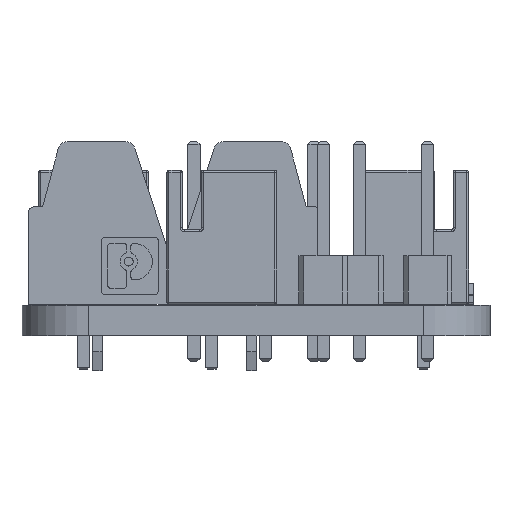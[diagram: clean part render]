
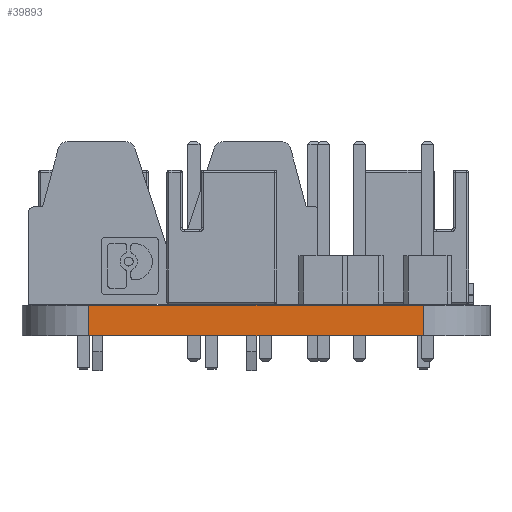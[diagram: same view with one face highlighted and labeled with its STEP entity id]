
A CAD part, left-side view. The second image highlights one B-rep face of the part: STEP entity #39893.
In plain terms, the highlighted planar face has unit normal (-1, 0, 0).
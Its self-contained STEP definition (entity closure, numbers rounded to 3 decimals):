
#36554 = PLANE('',#36555);
#36555 = AXIS2_PLACEMENT_3D('',#36556,#36557,#36558);
#36556 = CARTESIAN_POINT('',(0.,0.,
    1.6));
#36557 = DIRECTION('',(0.,0.,1.));
#36558 = DIRECTION('',(1.,0.,0.));
#36608 = PLANE('',#36609);
#36609 = AXIS2_PLACEMENT_3D('',#36610,#36611,#36612);
#36610 = CARTESIAN_POINT('',(0.,0.,
    0.));
#36611 = DIRECTION('',(0.,0.,1.));
#36612 = DIRECTION('',(1.,0.,0.));
#36805 = VERTEX_POINT('',#36806);
#36806 = CARTESIAN_POINT('',(-24.5,8.75,0.));
#36821 = CYLINDRICAL_SURFACE('',#36822,3.5);
#36822 = AXIS2_PLACEMENT_3D('',#36823,#36824,#36825);
#36823 = CARTESIAN_POINT('',(-21.,8.75,0.));
#36824 = DIRECTION('',(0.,0.,-1.));
#36825 = DIRECTION('',(1.,0.,0.));
#36833 = EDGE_CURVE('',#36805,#36834,#36836,.T.);
#36834 = VERTEX_POINT('',#36835);
#36835 = CARTESIAN_POINT('',(-24.5,-8.75,0.));
#36836 = SURFACE_CURVE('',#36837,(#36841,#36848),.PCURVE_S1.);
#36837 = LINE('',#36838,#36839);
#36838 = CARTESIAN_POINT('',(-24.5,8.75,0.));
#36839 = VECTOR('',#36840,1.);
#36840 = DIRECTION('',(0.,-1.,0.));
#36841 = PCURVE('',#36608,#36842);
#36842 = DEFINITIONAL_REPRESENTATION('',(#36843),#36847);
#36843 = LINE('',#36844,#36845);
#36844 = CARTESIAN_POINT('',(-24.5,8.75));
#36845 = VECTOR('',#36846,1.);
#36846 = DIRECTION('',(0.,-1.));
#36847 = ( GEOMETRIC_REPRESENTATION_CONTEXT(2) 
PARAMETRIC_REPRESENTATION_CONTEXT() REPRESENTATION_CONTEXT('2D SPACE',''
  ) );
#36848 = PCURVE('',#36849,#36854);
#36849 = PLANE('',#36850);
#36850 = AXIS2_PLACEMENT_3D('',#36851,#36852,#36853);
#36851 = CARTESIAN_POINT('',(-24.5,8.75,0.));
#36852 = DIRECTION('',(1.,0.,0.));
#36853 = DIRECTION('',(0.,-1.,0.));
#36854 = DEFINITIONAL_REPRESENTATION('',(#36855),#36859);
#36855 = LINE('',#36856,#36857);
#36856 = CARTESIAN_POINT('',(0.,0.));
#36857 = VECTOR('',#36858,1.);
#36858 = DIRECTION('',(1.,0.));
#36859 = ( GEOMETRIC_REPRESENTATION_CONTEXT(2) 
PARAMETRIC_REPRESENTATION_CONTEXT() REPRESENTATION_CONTEXT('2D SPACE',''
  ) );
#36878 = CYLINDRICAL_SURFACE('',#36879,3.5);
#36879 = AXIS2_PLACEMENT_3D('',#36880,#36881,#36882);
#36880 = CARTESIAN_POINT('',(-21.,-8.75,0.));
#36881 = DIRECTION('',(0.,0.,-1.));
#36882 = DIRECTION('',(1.,0.,0.));
#38440 = VERTEX_POINT('',#38441);
#38441 = CARTESIAN_POINT('',(-24.5,8.75,1.6));
#38463 = EDGE_CURVE('',#38440,#38464,#38466,.T.);
#38464 = VERTEX_POINT('',#38465);
#38465 = CARTESIAN_POINT('',(-24.5,-8.75,1.6));
#38466 = SURFACE_CURVE('',#38467,(#38471,#38478),.PCURVE_S1.);
#38467 = LINE('',#38468,#38469);
#38468 = CARTESIAN_POINT('',(-24.5,8.75,1.6));
#38469 = VECTOR('',#38470,1.);
#38470 = DIRECTION('',(0.,-1.,0.));
#38471 = PCURVE('',#36554,#38472);
#38472 = DEFINITIONAL_REPRESENTATION('',(#38473),#38477);
#38473 = LINE('',#38474,#38475);
#38474 = CARTESIAN_POINT('',(-24.5,8.75));
#38475 = VECTOR('',#38476,1.);
#38476 = DIRECTION('',(0.,-1.));
#38477 = ( GEOMETRIC_REPRESENTATION_CONTEXT(2) 
PARAMETRIC_REPRESENTATION_CONTEXT() REPRESENTATION_CONTEXT('2D SPACE',''
  ) );
#38478 = PCURVE('',#36849,#38479);
#38479 = DEFINITIONAL_REPRESENTATION('',(#38480),#38484);
#38480 = LINE('',#38481,#38482);
#38481 = CARTESIAN_POINT('',(0.,-1.6));
#38482 = VECTOR('',#38483,1.);
#38483 = DIRECTION('',(1.,0.));
#38484 = ( GEOMETRIC_REPRESENTATION_CONTEXT(2) 
PARAMETRIC_REPRESENTATION_CONTEXT() REPRESENTATION_CONTEXT('2D SPACE',''
  ) );
#39843 = EDGE_CURVE('',#36834,#38464,#39844,.T.);
#39844 = SURFACE_CURVE('',#39845,(#39849,#39856),.PCURVE_S1.);
#39845 = LINE('',#39846,#39847);
#39846 = CARTESIAN_POINT('',(-24.5,-8.75,0.));
#39847 = VECTOR('',#39848,1.);
#39848 = DIRECTION('',(0.,0.,1.));
#39849 = PCURVE('',#36878,#39850);
#39850 = DEFINITIONAL_REPRESENTATION('',(#39851),#39855);
#39851 = LINE('',#39852,#39853);
#39852 = CARTESIAN_POINT('',(-3.142,0.));
#39853 = VECTOR('',#39854,1.);
#39854 = DIRECTION('',(0.,-1.));
#39855 = ( GEOMETRIC_REPRESENTATION_CONTEXT(2) 
PARAMETRIC_REPRESENTATION_CONTEXT() REPRESENTATION_CONTEXT('2D SPACE',''
  ) );
#39856 = PCURVE('',#36849,#39857);
#39857 = DEFINITIONAL_REPRESENTATION('',(#39858),#39862);
#39858 = LINE('',#39859,#39860);
#39859 = CARTESIAN_POINT('',(17.5,0.));
#39860 = VECTOR('',#39861,1.);
#39861 = DIRECTION('',(0.,-1.));
#39862 = ( GEOMETRIC_REPRESENTATION_CONTEXT(2) 
PARAMETRIC_REPRESENTATION_CONTEXT() REPRESENTATION_CONTEXT('2D SPACE',''
  ) );
#39872 = EDGE_CURVE('',#36805,#38440,#39873,.T.);
#39873 = SURFACE_CURVE('',#39874,(#39878,#39885),.PCURVE_S1.);
#39874 = LINE('',#39875,#39876);
#39875 = CARTESIAN_POINT('',(-24.5,8.75,0.));
#39876 = VECTOR('',#39877,1.);
#39877 = DIRECTION('',(0.,0.,1.));
#39878 = PCURVE('',#36821,#39879);
#39879 = DEFINITIONAL_REPRESENTATION('',(#39880),#39884);
#39880 = LINE('',#39881,#39882);
#39881 = CARTESIAN_POINT('',(-3.142,0.));
#39882 = VECTOR('',#39883,1.);
#39883 = DIRECTION('',(0.,-1.));
#39884 = ( GEOMETRIC_REPRESENTATION_CONTEXT(2) 
PARAMETRIC_REPRESENTATION_CONTEXT() REPRESENTATION_CONTEXT('2D SPACE',''
  ) );
#39885 = PCURVE('',#36849,#39886);
#39886 = DEFINITIONAL_REPRESENTATION('',(#39887),#39891);
#39887 = LINE('',#39888,#39889);
#39888 = CARTESIAN_POINT('',(0.,0.));
#39889 = VECTOR('',#39890,1.);
#39890 = DIRECTION('',(0.,-1.));
#39891 = ( GEOMETRIC_REPRESENTATION_CONTEXT(2) 
PARAMETRIC_REPRESENTATION_CONTEXT() REPRESENTATION_CONTEXT('2D SPACE',''
  ) );
#39893 = ADVANCED_FACE('',(#39894),#36849,.F.);
#39894 = FACE_BOUND('',#39895,.F.);
#39895 = EDGE_LOOP('',(#39896,#39897,#39898,#39899));
#39896 = ORIENTED_EDGE('',*,*,#39872,.T.);
#39897 = ORIENTED_EDGE('',*,*,#38463,.T.);
#39898 = ORIENTED_EDGE('',*,*,#39843,.F.);
#39899 = ORIENTED_EDGE('',*,*,#36833,.F.);
